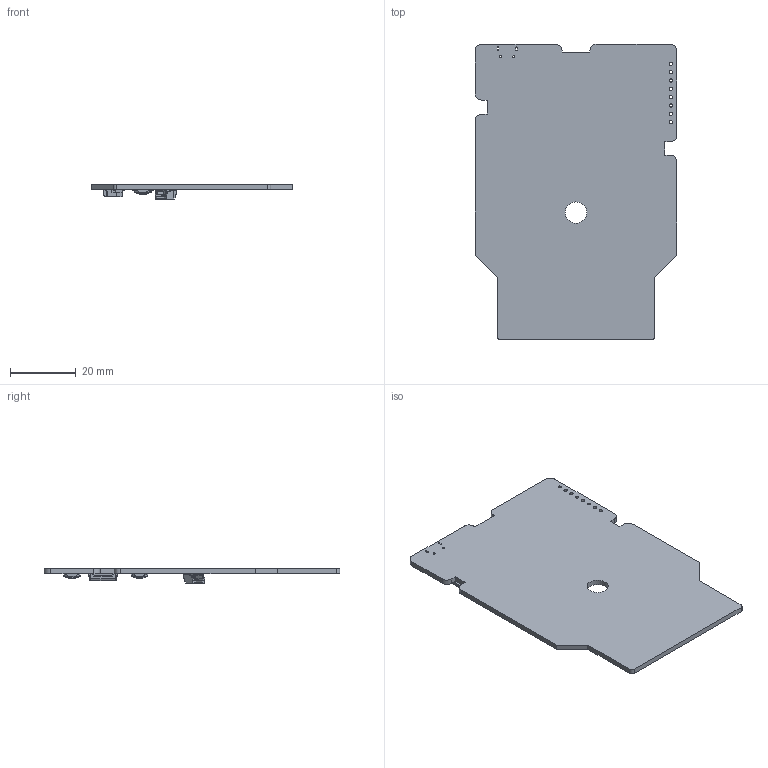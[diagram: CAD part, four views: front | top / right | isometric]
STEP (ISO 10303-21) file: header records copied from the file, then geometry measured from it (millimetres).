
FILE_DESCRIPTION(('KiCad electronic assembly'),'2;1');
FILE_NAME('DecentCart5200.step','2025-01-24T11:31:04',('Pcbnew'),( 'Kicad'),'Open CASCADE STEP processor 7.8','KiCad to STEP converter' ,'Unknown');
FILE_SCHEMA(('AUTOMOTIVE_DESIGN { 1 0 10303 214 1 1 1 1 }'));
Length unit declared in the file: millimetre
Products named in the file (8): DecentCart5200 1; TS-1187A; TS-1187A v2; Hirose_FH12-10S-0.5SH_1x10-1MP_P0.50mm_Horizontal; Hirose_FH12_xxS_0_5SH_Parametric_v0_1; SM3B-SRSS-TB; SMxB-SRSS-TB; DecentCart5200_PCB
Assembly tree (8 placements, depth 3):
  DecentCart5200 1
    TS-1187A  x2
      TS-1187A v2
    Hirose_FH12-10S-0.5SH_1x10-1MP_P0.50mm_Horizontal
      Hirose_FH12_xxS_0_5SH_Parametric_v0_1
    SM3B-SRSS-TB
      SMxB-SRSS-TB
    DecentCart5200_PCB
Bounding box: 61.5 x 90 x 4.55 mm (x, y, z)
Volume: 8380 mm3; surface area: 11508 mm2
Topology: 30 solids, 30 shells, 730 faces, 1991 edges, 1318 vertices
Faces by surface type: plane 626, cylinder 102, cone 2
Full cylindrical faces by diameter (mm): 0.6 x2, 1 x8, 2 x4, 6.5 x1
Entity records: 20829 total; most frequent: CARTESIAN_POINT 3379, ORIENTED_EDGE 3334, DIRECTION 3050, EDGE_CURVE 1667, LINE 1498, VECTOR 1498, VERTEX_POINT 1105, AXIS2_PLACEMENT_3D 776
